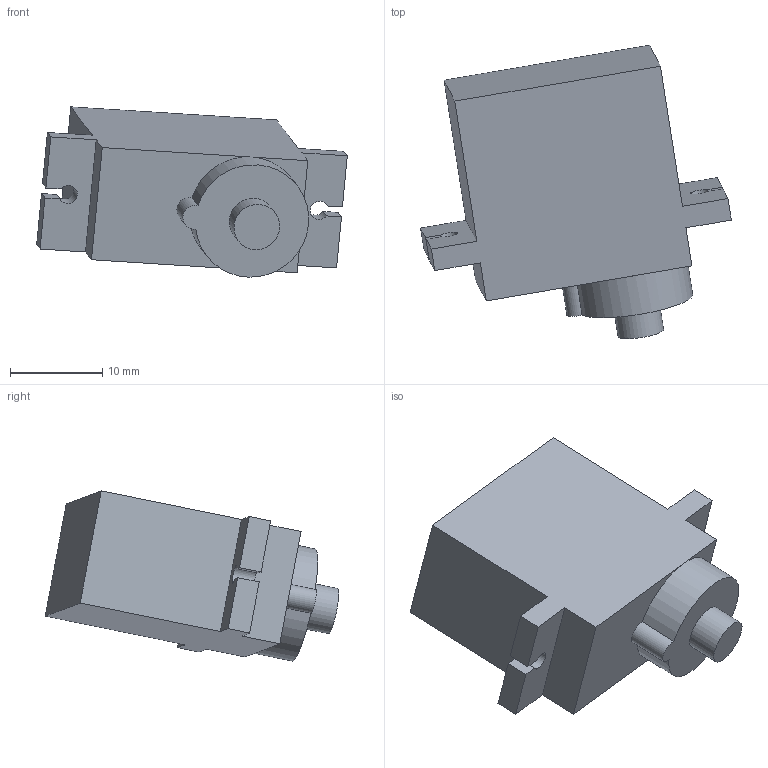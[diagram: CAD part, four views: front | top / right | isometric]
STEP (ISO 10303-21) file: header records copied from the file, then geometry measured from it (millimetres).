
FILE_DESCRIPTION(/* description */ ('STEP AP214'),/* implementation_level */ '2;1');
FILE_NAME(/* name */ '6772cfaf29831b771dc8358e',/* time_stamp */ '2024-12-30T16:52:01Z',/* author */ (''),/* organization */ (''),/* preprocessor_version */ 'ST-DEVELOPER v20',/* originating_system */ 'ONSHAPE BY PTC INC, 1.191',/* authorisation */ ' ');
FILE_SCHEMA (('AUTOMOTIVE_DESIGN {1 0 10303 214 3 1 1}'));
Length unit declared in the file: metre
Products named in the file (1): Servo Motor Micro  9g_1
Bounding box: 33.6 x 31.76 x 18.42 mm (x, y, z)
Volume: 7120.8 mm3; surface area: 2661.2 mm2
Topology: 1 solids, 1 shells, 29 faces, 75 edges, 49 vertices
Faces by surface type: plane 24, cylinder 5
Full cylindrical faces by diameter (mm): 5 x1
Entity records: 903 total; most frequent: CARTESIAN_POINT 153, ORIENTED_EDGE 148, DIRECTION 147, EDGE_CURVE 74, LINE 61, VECTOR 61, VERTEX_POINT 49, AXIS2_PLACEMENT_3D 43
